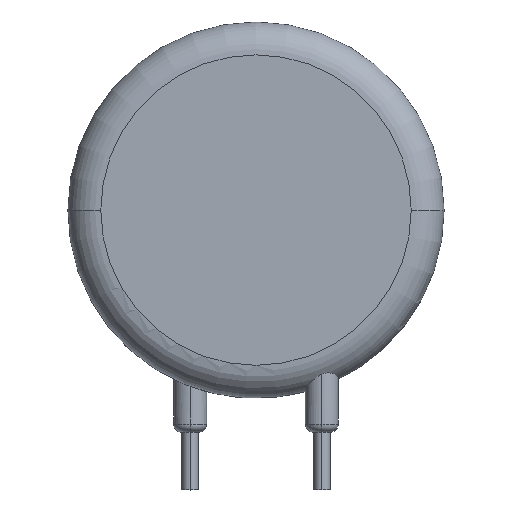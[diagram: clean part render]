
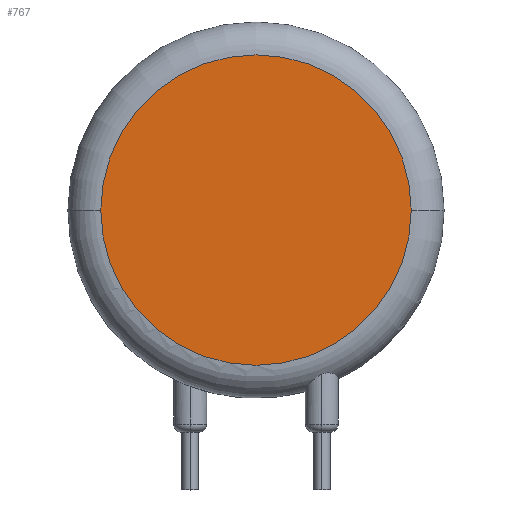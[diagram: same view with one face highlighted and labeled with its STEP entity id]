
A CAD part, top view. The second image highlights one B-rep face of the part: STEP entity #767.
In plain terms, the highlighted planar face has unit normal (0, 0, 1).
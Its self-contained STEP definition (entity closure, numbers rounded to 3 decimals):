
#5 = DIRECTION ( 'NONE',  ( 0., 0., 1. ) ) ;
#30 = CARTESIAN_POINT ( 'NONE',  ( 0., 17., 2.483 ) ) ;
#96 = CIRCLE ( 'NONE', #564, 9.43 ) ;
#97 = DIRECTION ( 'NONE',  ( 1., 0., 0. ) ) ;
#130 = DIRECTION ( 'NONE',  ( 1., 0., 0. ) ) ;
#151 = DIRECTION ( 'NONE',  ( 1., 0., 0. ) ) ;
#209 = ORIENTED_EDGE ( 'NONE', *, *, #399, .T. ) ;
#249 = CARTESIAN_POINT ( 'NONE',  ( 9.43, 17., 2.483 ) ) ;
#261 = CARTESIAN_POINT ( 'NONE',  ( 0., 17., 2.483 ) ) ;
#303 = CIRCLE ( 'NONE', #576, 9.43 ) ;
#339 = CARTESIAN_POINT ( 'NONE',  ( -9.43, 17., 2.483 ) ) ;
#343 = DIRECTION ( 'NONE',  ( 0., 0., 1. ) ) ;
#345 = CARTESIAN_POINT ( 'NONE',  ( 0., 17., 2.483 ) ) ;
#382 = PLANE ( 'NONE',  #623 ) ;
#386 = VERTEX_POINT ( 'NONE', #339 ) ;
#388 = EDGE_CURVE ( 'NONE', #712, #386, #96, .T. ) ;
#399 = EDGE_CURVE ( 'NONE', #386, #712, #303, .T. ) ;
#425 = FACE_OUTER_BOUND ( 'NONE', #575, .T. ) ;
#564 = AXIS2_PLACEMENT_3D ( 'NONE', #345, #343, #97 ) ;
#575 = EDGE_LOOP ( 'NONE', ( #596, #209 ) ) ;
#576 = AXIS2_PLACEMENT_3D ( 'NONE', #30, #586, #151 ) ;
#586 = DIRECTION ( 'NONE',  ( 0., 0., 1. ) ) ;
#596 = ORIENTED_EDGE ( 'NONE', *, *, #388, .T. ) ;
#623 = AXIS2_PLACEMENT_3D ( 'NONE', #261, #5, #130 ) ;
#712 = VERTEX_POINT ( 'NONE', #249 ) ;
#767 = ADVANCED_FACE ( 'NONE', ( #425 ), #382, .T. ) ;
